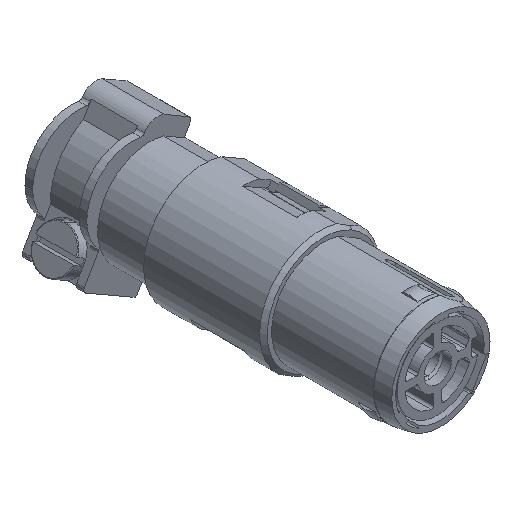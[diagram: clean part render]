
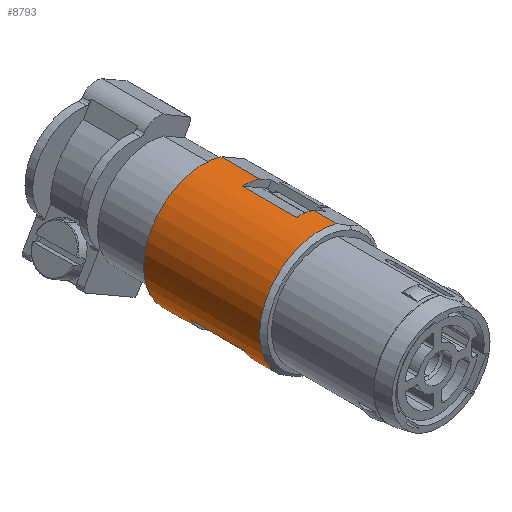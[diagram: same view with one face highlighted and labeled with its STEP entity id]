
A CAD part, isometric view. The second image highlights one B-rep face of the part: STEP entity #8793.
In plain terms, the highlighted cylindrical face has radius 7.75 mm (diameter 15.5 mm), a partial arc.
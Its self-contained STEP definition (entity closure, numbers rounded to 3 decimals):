
#1439=DIRECTION('',(0.,-1.,0.));
#1440=VECTOR('',#1439,5.);
#1441=CARTESIAN_POINT('',(-5.29,1.8,-5.664));
#1442=LINE('',#1441,#1440);
#1443=CARTESIAN_POINT('',(0.,1.8,0.));
#1444=DIRECTION('',(0.,1.,0.));
#1445=DIRECTION('',(-0.683,0.,-0.731));
#1446=AXIS2_PLACEMENT_3D('',#1443,#1444,#1445);
#1448=DIRECTION('',(0.,-1.,0.));
#1449=VECTOR('',#1448,5.);
#1450=CARTESIAN_POINT('',(2.26,1.8,7.413));
#1451=LINE('',#1450,#1449);
#1452=CARTESIAN_POINT('',(0.,-3.2,0.));
#1453=DIRECTION('',(0.,-1.,0.));
#1454=DIRECTION('',(0.292,0.,0.957));
#1455=AXIS2_PLACEMENT_3D('',#1452,#1453,#1454);
#1457=DIRECTION('',(0.,-1.,0.));
#1458=VECTOR('',#1457,7.);
#1459=CARTESIAN_POINT('',(-0.023,-3.2,7.75));
#1460=LINE('',#1459,#1458);
#1461=CARTESIAN_POINT('',(0.,-10.2,0.));
#1462=DIRECTION('',(0.,-1.,0.));
#1463=DIRECTION('',(0.292,0.,0.957));
#1464=AXIS2_PLACEMENT_3D('',#1461,#1462,#1463);
#1466=DIRECTION('',(0.,-1.,0.));
#1467=VECTOR('',#1466,3.);
#1468=CARTESIAN_POINT('',(2.26,-10.2,7.413));
#1469=LINE('',#1468,#1467);
#1470=CARTESIAN_POINT('',(0.,-13.2,0.));
#1471=DIRECTION('',(0.,-1.,0.));
#1472=DIRECTION('',(0.292,0.,0.957));
#1473=AXIS2_PLACEMENT_3D('',#1470,#1471,#1472);
#1475=DIRECTION('',(0.,-1.,0.));
#1476=VECTOR('',#1475,3.);
#1477=CARTESIAN_POINT('',(-5.29,-10.2,-5.664));
#1478=LINE('',#1477,#1476);
#1479=CARTESIAN_POINT('',(0.,-10.2,0.));
#1480=DIRECTION('',(0.,-1.,0.));
#1481=DIRECTION('',(-0.868,0.,-0.497));
#1482=AXIS2_PLACEMENT_3D('',#1479,#1480,#1481);
#1484=DIRECTION('',(0.,-1.,0.));
#1485=VECTOR('',#1484,7.);
#1486=CARTESIAN_POINT('',(-6.723,-3.2,-3.855));
#1487=LINE('',#1486,#1485);
#1488=CARTESIAN_POINT('',(0.,-3.2,0.));
#1489=DIRECTION('',(0.,-1.,0.));
#1490=DIRECTION('',(-0.868,0.,-0.497));
#1491=AXIS2_PLACEMENT_3D('',#1488,#1489,#1490);
#5655=CARTESIAN_POINT('',(-0.023,-3.2,7.75));
#5656=CARTESIAN_POINT('',(-0.023,-10.2,7.75));
#5657=VERTEX_POINT('',#5655);
#5658=VERTEX_POINT('',#5656);
#5659=CARTESIAN_POINT('',(-6.723,-3.2,-3.855));
#5660=CARTESIAN_POINT('',(-6.723,-10.2,-3.855));
#5661=VERTEX_POINT('',#5659);
#5662=VERTEX_POINT('',#5660);
#5809=CARTESIAN_POINT('',(2.26,1.8,7.413));
#5810=CARTESIAN_POINT('',(2.26,-3.2,7.413));
#5811=VERTEX_POINT('',#5809);
#5812=VERTEX_POINT('',#5810);
#5813=CARTESIAN_POINT('',(2.26,-10.2,7.413));
#5814=CARTESIAN_POINT('',(2.26,-13.2,7.413));
#5815=VERTEX_POINT('',#5813);
#5816=VERTEX_POINT('',#5814);
#5817=CARTESIAN_POINT('',(-5.29,1.8,-5.664));
#5818=CARTESIAN_POINT('',(-5.29,-3.2,-5.664));
#5819=VERTEX_POINT('',#5817);
#5820=VERTEX_POINT('',#5818);
#5821=CARTESIAN_POINT('',(-5.29,-10.2,-5.664));
#5822=CARTESIAN_POINT('',(-5.29,-13.2,
-5.664));
#5823=VERTEX_POINT('',#5821);
#5824=VERTEX_POINT('',#5822);
#8767=CARTESIAN_POINT('',(0.,10.685,0.));
#8768=DIRECTION('',(0.,-1.,0.));
#8769=DIRECTION('',(-0.5,0.,-0.866));
#8770=AXIS2_PLACEMENT_3D('',#8767,#8768,#8769);
#8771=CYLINDRICAL_SURFACE('',#8770,7.75);
#8773=ORIENTED_EDGE('',*,*,#8772,.F.);
#8775=ORIENTED_EDGE('',*,*,#8774,.T.);
#8776=ORIENTED_EDGE('',*,*,#8725,.T.);
#8778=ORIENTED_EDGE('',*,*,#8777,.T.);
#8780=ORIENTED_EDGE('',*,*,#8779,.T.);
#8781=ORIENTED_EDGE('',*,*,#8737,.F.);
#8782=ORIENTED_EDGE('',*,*,#8706,.T.);
#8783=ORIENTED_EDGE('',*,*,#8665,.T.);
#8785=ORIENTED_EDGE('',*,*,#8784,.F.);
#8786=ORIENTED_EDGE('',*,*,#8760,.F.);
#8788=ORIENTED_EDGE('',*,*,#8787,.F.);
#8790=ORIENTED_EDGE('',*,*,#8789,.T.);
#8791=EDGE_LOOP('',(#8773,#8775,#8776,#8778,#8780,#8781,#8782,#8783,#8785,#8786,
#8788,#8790));
#8792=FACE_OUTER_BOUND('',#8791,.F.);
#8793=ADVANCED_FACE('',(#8792),#8771,.T.);
#1447=CIRCLE('',#1446,7.75);
#1456=CIRCLE('',#1455,7.75);
#1465=CIRCLE('',#1464,7.75);
#1474=CIRCLE('',#1473,7.75);
#1483=CIRCLE('',#1482,7.75);
#1492=CIRCLE('',#1491,7.75);
#8665=EDGE_CURVE('',#5816,#5824,#1474,.T.);
#8706=EDGE_CURVE('',#5815,#5816,#1469,.T.);
#8725=EDGE_CURVE('',#5811,#5812,#1451,.T.);
#8737=EDGE_CURVE('',#5815,#5658,#1465,.T.);
#8760=EDGE_CURVE('',#5662,#5823,#1483,.T.);
#8772=EDGE_CURVE('',#5819,#5820,#1442,.T.);
#8774=EDGE_CURVE('',#5819,#5811,#1447,.T.);
#8777=EDGE_CURVE('',#5812,#5657,#1456,.T.);
#8779=EDGE_CURVE('',#5657,#5658,#1460,.T.);
#8784=EDGE_CURVE('',#5823,#5824,#1478,.T.);
#8787=EDGE_CURVE('',#5661,#5662,#1487,.T.);
#8789=EDGE_CURVE('',#5661,#5820,#1492,.T.);
